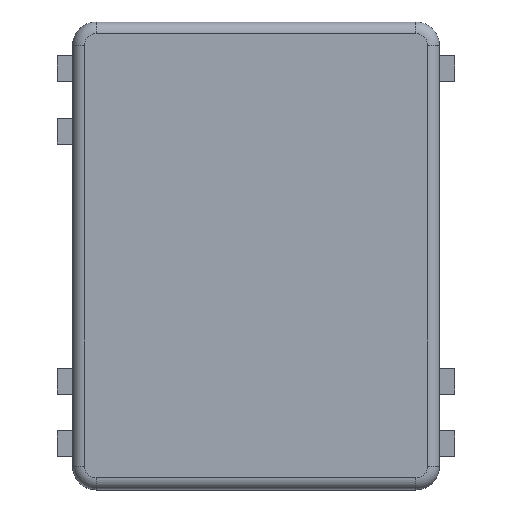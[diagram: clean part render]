
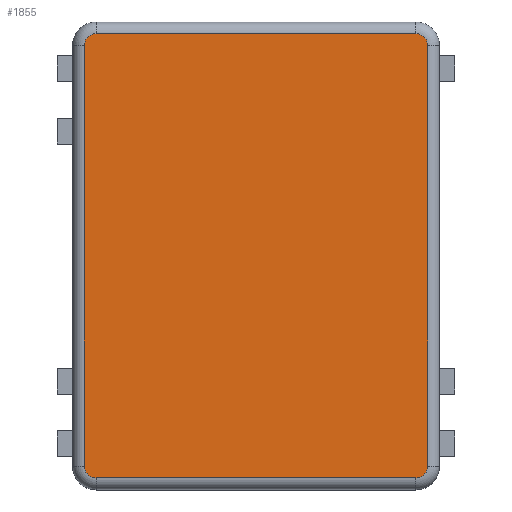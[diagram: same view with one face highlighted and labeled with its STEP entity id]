
A CAD part, top view. The second image highlights one B-rep face of the part: STEP entity #1855.
In plain terms, the highlighted planar face has unit normal (0, 0, 1).
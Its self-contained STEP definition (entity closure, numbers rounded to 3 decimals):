
#13=DIRECTION('',(0.,0.,1.));
#32=DIRECTION('',(-1.,0.,0.));
#33=DIRECTION('',(0.,1.,0.));
#37=VECTOR('',#38,1.);
#38=DIRECTION('',(0.,-1.));
#39=( GEOMETRIC_REPRESENTATION_CONTEXT(2) PARAMETRIC_REPRESENTATION_CONTEXT() REPRESENTATION_CONTEXT('2D SPACE','') );
#49=VECTOR('',#50,1.);
#50=DIRECTION('',(-1.,0.));
#57=VECTOR('',#33,1.);
#62=VECTOR('',#63,1.);
#63=DIRECTION('',(1.,0.));
#109=VECTOR('',#110,1.);
#110=DIRECTION('',(0.,1.));
#121=VECTOR('',#32,1.);
#144=DIRECTION('',(1.,0.,0.));
#145=DIRECTION('',(0.,-1.,0.));
#238=VECTOR('',#144,1.);
#343=VECTOR('',#145,1.);
#385=VECTOR('',#386,1.);
#386=DIRECTION('',(0.,1.));
#388=DEFINITIONAL_REPRESENTATION('',(#389),#39);
#389=LINE('',#390,#37);
#390=CARTESIAN_POINT('',(-6.975,8.55));
#403=CARTESIAN_POINT('',(-1.571,0.));
#419=DEFINITIONAL_REPRESENTATION('',(#420),#39);
#420=LINE('',#403,#385);
#633=DEFINITIONAL_REPRESENTATION('',(#634),#39);
#634=LINE('',#635,#109);
#635=CARTESIAN_POINT('',(6.975,-8.55));
#647=DEFINITIONAL_REPRESENTATION('',(#648),#39);
#648=CIRCLE('',#649,0.475);
#649=AXIS2_PLACEMENT_2D('',#650,#50);
#650=CARTESIAN_POINT('',(-6.5,-8.55));
#661=DEFINITIONAL_REPRESENTATION('',(#662),#39);
#662=LINE('',#663,#62);
#663=CARTESIAN_POINT('',(-6.5,-9.025));
#674=DIRECTION('',(0.,0.,1.));
#676=DEFINITIONAL_REPRESENTATION('',(#677),#39);
#677=CIRCLE('',#678,0.475);
#678=AXIS2_PLACEMENT_2D('',#679,#38);
#679=CARTESIAN_POINT('',(6.5,-8.55));
#860=DEFINITIONAL_REPRESENTATION('',(#861),#39);
#861=CIRCLE('',#862,0.475);
#862=AXIS2_PLACEMENT_2D('',#863,#63);
#863=CARTESIAN_POINT('',(6.5,8.55));
#872=DEFINITIONAL_REPRESENTATION('',(#873),#39);
#873=LINE('',#874,#49);
#874=CARTESIAN_POINT('',(6.5,9.025));
#885=DIRECTION('',(0.,0.,1.));
#887=DEFINITIONAL_REPRESENTATION('',(#888),#39);
#888=CIRCLE('',#889,0.475);
#889=AXIS2_PLACEMENT_2D('',#890,#110);
#890=CARTESIAN_POINT('',(-6.5,8.55));
#1346=CYLINDRICAL_SURFACE('',#1347,0.475);
#1347=AXIS2_PLACEMENT_3D('',#1348,#145,#32);
#1348=CARTESIAN_POINT('',(-6.975,8.55,8.125));
#1507=CYLINDRICAL_SURFACE('',#1508,0.475);
#1508=AXIS2_PLACEMENT_3D('',#1509,#33,#144);
#1509=CARTESIAN_POINT('',(6.975,-8.55,8.125));
#1634=AXIS2_PLACEMENT_3D('',#1635,#13,#32);
#1635=CARTESIAN_POINT('',(-6.5,-8.55,8.125));
#1641=TOROIDAL_SURFACE('',#1634,0.475,0.475);
#1663=CARTESIAN_POINT('',(-6.5,8.55,8.125));
#1666=TOROIDAL_SURFACE('',#1667,0.475,0.475);
#1667=AXIS2_PLACEMENT_3D('',#1663,#13,#33);
#1673=VERTEX_POINT('',#1674);
#1674=CARTESIAN_POINT('',(-6.975,8.55,8.6));
#1683=ORIENTED_EDGE('',*,*,#1684,.T.);
#1684=EDGE_CURVE('',#1673,#1685,#1687,.T.);
#1685=VERTEX_POINT('',#1686);
#1686=CARTESIAN_POINT('',(-6.975,-8.55,8.6));
#1687=SURFACE_CURVE('',#1688,(#1689,#1690),.PCURVE_S1.);
#1688=LINE('',#1674,#343);
#1689=PCURVE('',#1346,#419);
#1690=PCURVE('',#1691,#388);
#1691=PLANE('',#1692);
#1692=AXIS2_PLACEMENT_3D('',#1693,#13,#144);
#1693=CARTESIAN_POINT('',(0.,0.,8.6));
#1705=CARTESIAN_POINT('',(0.,1.571));
#1725=CARTESIAN_POINT('',(6.5,-8.55,8.125));
#1731=TOROIDAL_SURFACE('',#1732,0.475,0.475);
#1732=AXIS2_PLACEMENT_3D('',#1725,#13,#145);
#1744=CYLINDRICAL_SURFACE('',#1745,0.475);
#1745=AXIS2_PLACEMENT_3D('',#1746,#144,#145);
#1746=CARTESIAN_POINT('',(-6.5,-9.025,8.125));
#1764=AXIS2_PLACEMENT_3D('',#1765,#13,#144);
#1765=CARTESIAN_POINT('',(6.5,8.55,8.125));
#1768=TOROIDAL_SURFACE('',#1764,0.475,0.475);
#1774=VERTEX_POINT('',#1775);
#1775=CARTESIAN_POINT('',(6.975,-8.55,8.6));
#1781=ORIENTED_EDGE('',*,*,#1782,.T.);
#1782=EDGE_CURVE('',#1774,#1783,#1785,.T.);
#1783=VERTEX_POINT('',#1784);
#1784=CARTESIAN_POINT('',(6.975,8.55,8.6));
#1785=SURFACE_CURVE('',#1786,(#1787,#1788),.PCURVE_S1.);
#1786=LINE('',#1775,#57);
#1787=PCURVE('',#1507,#419);
#1788=PCURVE('',#1691,#633);
#1807=CYLINDRICAL_SURFACE('',#1808,0.475);
#1808=AXIS2_PLACEMENT_3D('',#1809,#32,#33);
#1809=CARTESIAN_POINT('',(6.5,9.025,8.125));
#1817=VERTEX_POINT('',#1818);
#1818=CARTESIAN_POINT('',(-6.5,-9.025,8.6));
#1825=EDGE_CURVE('',#1685,#1817,#1826,.T.);
#1826=SURFACE_CURVE('',#1827,(#1830,#1833),.PCURVE_S1.);
#1827=CIRCLE('',#1828,0.475);
#1828=AXIS2_PLACEMENT_3D('',#1829,#13,#32);
#1829=CARTESIAN_POINT('',(-6.5,-8.55,8.6));
#1830=PCURVE('',#1641,#1831);
#1831=DEFINITIONAL_REPRESENTATION('',(#1832),#39);
#1832=LINE('',#1705,#62);
#1833=PCURVE('',#1691,#647);
#1839=VERTEX_POINT('',#1840);
#1840=CARTESIAN_POINT('',(-6.5,9.025,8.6));
#1848=EDGE_CURVE('',#1839,#1673,#1849,.T.);
#1849=SURFACE_CURVE('',#1850,(#1853,#1854),.PCURVE_S1.);
#1850=CIRCLE('',#1851,0.475);
#1851=AXIS2_PLACEMENT_3D('',#1852,#885,#33);
#1852=CARTESIAN_POINT('',(-6.5,8.55,8.6));
#1853=PCURVE('',#1666,#1831);
#1854=PCURVE('',#1691,#887);
#1855=ADVANCED_FACE('',(#1856),#1691,.T.);
#1856=FACE_BOUND('',#1857,.T.);
#1857=EDGE_LOOP('',(#1858,#1866,#1683,#1867,#1868,#1876,#1781,#1884));
#1858=ORIENTED_EDGE('',*,*,#1859,.T.);
#1859=EDGE_CURVE('',#1860,#1839,#1862,.T.);
#1860=VERTEX_POINT('',#1861);
#1861=CARTESIAN_POINT('',(6.5,9.025,8.6));
#1862=SURFACE_CURVE('',#1863,(#1864,#1865),.PCURVE_S1.);
#1863=LINE('',#1861,#121);
#1864=PCURVE('',#1691,#872);
#1865=PCURVE('',#1807,#419);
#1866=ORIENTED_EDGE('',*,*,#1848,.T.);
#1867=ORIENTED_EDGE('',*,*,#1825,.T.);
#1868=ORIENTED_EDGE('',*,*,#1869,.T.);
#1869=EDGE_CURVE('',#1817,#1870,#1872,.T.);
#1870=VERTEX_POINT('',#1871);
#1871=CARTESIAN_POINT('',(6.5,-9.025,8.6));
#1872=SURFACE_CURVE('',#1873,(#1874,#1875),.PCURVE_S1.);
#1873=LINE('',#1818,#238);
#1874=PCURVE('',#1691,#661);
#1875=PCURVE('',#1744,#419);
#1876=ORIENTED_EDGE('',*,*,#1877,.T.);
#1877=EDGE_CURVE('',#1870,#1774,#1878,.T.);
#1878=SURFACE_CURVE('',#1879,(#1882,#1883),.PCURVE_S1.);
#1879=CIRCLE('',#1880,0.475);
#1880=AXIS2_PLACEMENT_3D('',#1881,#674,#145);
#1881=CARTESIAN_POINT('',(6.5,-8.55,8.6));
#1882=PCURVE('',#1691,#676);
#1883=PCURVE('',#1731,#1831);
#1884=ORIENTED_EDGE('',*,*,#1885,.T.);
#1885=EDGE_CURVE('',#1783,#1860,#1886,.T.);
#1886=SURFACE_CURVE('',#1887,(#1890,#1891),.PCURVE_S1.);
#1887=CIRCLE('',#1888,0.475);
#1888=AXIS2_PLACEMENT_3D('',#1889,#13,#144);
#1889=CARTESIAN_POINT('',(6.5,8.55,8.6));
#1890=PCURVE('',#1691,#860);
#1891=PCURVE('',#1768,#1831);
